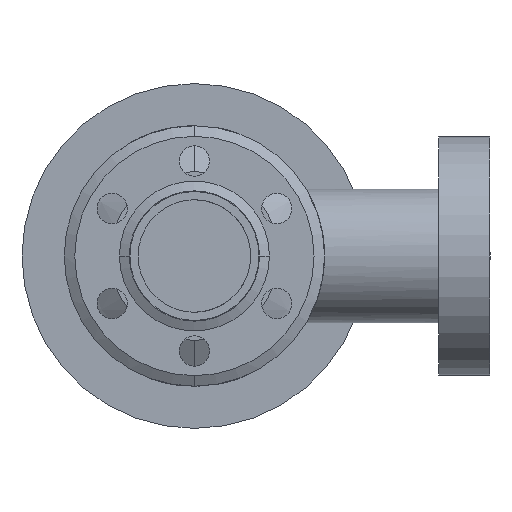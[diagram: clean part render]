
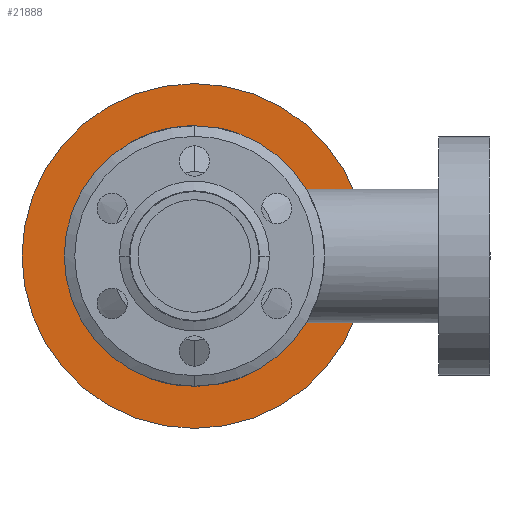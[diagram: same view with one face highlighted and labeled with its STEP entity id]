
A CAD part, front view. The second image highlights one B-rep face of the part: STEP entity #21888.
In plain terms, the highlighted planar face has unit normal (0, -1, 0).
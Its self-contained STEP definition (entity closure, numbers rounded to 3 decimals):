
#564 = DIRECTION ( 'NONE',  ( 0., 0., 1. ) ) ;
#2614 = CARTESIAN_POINT ( 'NONE',  ( 0., 21., 0. ) ) ;
#8736 = AXIS2_PLACEMENT_3D ( 'NONE', #14229, #51990, #39927 ) ;
#10279 = ORIENTED_EDGE ( 'NONE', *, *, #41170, .T. ) ;
#10920 = CIRCLE ( 'NONE', #38907, 18.5 ) ;
#11221 = DIRECTION ( 'NONE',  ( 0., 0., 1. ) ) ;
#11979 = CARTESIAN_POINT ( 'NONE',  ( 0., 21., 18.5 ) ) ;
#12279 = CARTESIAN_POINT ( 'NONE',  ( 0., 21., -24.5 ) ) ;
#13266 = EDGE_LOOP ( 'NONE', ( #24105, #10279 ) ) ;
#14229 = CARTESIAN_POINT ( 'NONE',  ( 0., 21., 0. ) ) ;
#16234 = CARTESIAN_POINT ( 'NONE',  ( 0., 21., 0. ) ) ;
#20531 = CARTESIAN_POINT ( 'NONE',  ( 0., 21., 0. ) ) ;
#20944 = CIRCLE ( 'NONE', #53299, 18.5 ) ;
#21406 = DIRECTION ( 'NONE',  ( 0., 1., 0. ) ) ;
#21888 = ADVANCED_FACE ( 'NONE', ( #28196, #29005 ), #36411, .F. ) ;
#22286 = AXIS2_PLACEMENT_3D ( 'NONE', #20531, #48735, #11221 ) ;
#24035 = EDGE_LOOP ( 'NONE', ( #54003, #52883 ) ) ;
#24105 = ORIENTED_EDGE ( 'NONE', *, *, #49020, .T. ) ;
#27685 = EDGE_CURVE ( 'NONE', #45285, #48688, #39574, .T. ) ;
#28196 = FACE_BOUND ( 'NONE', #13266, .T. ) ;
#29005 = FACE_OUTER_BOUND ( 'NONE', #24035, .T. ) ;
#32929 = DIRECTION ( 'NONE',  ( 0., 1., 0. ) ) ;
#35190 = CARTESIAN_POINT ( 'NONE',  ( 0., 21., -18.5 ) ) ;
#35204 = AXIS2_PLACEMENT_3D ( 'NONE', #16234, #32929, #42952 ) ;
#36411 = PLANE ( 'NONE',  #22286 ) ;
#36582 = DIRECTION ( 'NONE',  ( 0., 1., 0. ) ) ;
#37920 = VERTEX_POINT ( 'NONE', #11979 ) ;
#38089 = CARTESIAN_POINT ( 'NONE',  ( 0., 21., 0. ) ) ;
#38907 = AXIS2_PLACEMENT_3D ( 'NONE', #2614, #36582, #53284 ) ;
#39574 = CIRCLE ( 'NONE', #35204, 24.5 ) ;
#39927 = DIRECTION ( 'NONE',  ( 0., 0., 1. ) ) ;
#41170 = EDGE_CURVE ( 'NONE', #37920, #46810, #20944, .T. ) ;
#42819 = CIRCLE ( 'NONE', #8736, 24.5 ) ;
#42952 = DIRECTION ( 'NONE',  ( 0., 0., 1. ) ) ;
#43331 = EDGE_CURVE ( 'NONE', #48688, #45285, #42819, .T. ) ;
#44072 = CARTESIAN_POINT ( 'NONE',  ( 0., 21., 24.5 ) ) ;
#45285 = VERTEX_POINT ( 'NONE', #44072 ) ;
#46810 = VERTEX_POINT ( 'NONE', #35190 ) ;
#48688 = VERTEX_POINT ( 'NONE', #12279 ) ;
#48735 = DIRECTION ( 'NONE',  ( 0., 1., 0. ) ) ;
#49020 = EDGE_CURVE ( 'NONE', #46810, #37920, #10920, .T. ) ;
#51990 = DIRECTION ( 'NONE',  ( 0., 1., 0. ) ) ;
#52883 = ORIENTED_EDGE ( 'NONE', *, *, #43331, .F. ) ;
#53284 = DIRECTION ( 'NONE',  ( 0., 0., 1. ) ) ;
#53299 = AXIS2_PLACEMENT_3D ( 'NONE', #38089, #21406, #564 ) ;
#54003 = ORIENTED_EDGE ( 'NONE', *, *, #27685, .F. ) ;
